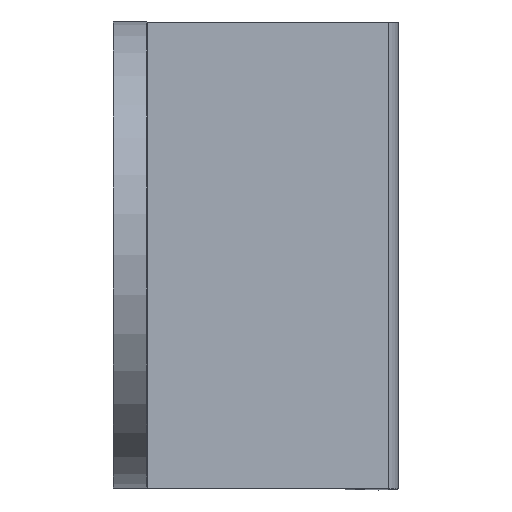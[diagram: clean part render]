
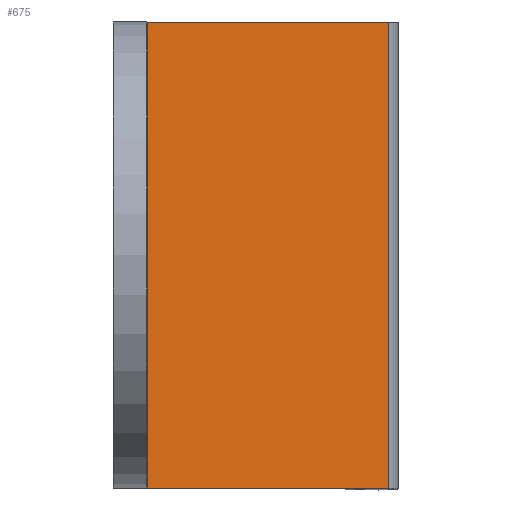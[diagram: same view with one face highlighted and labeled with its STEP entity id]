
A CAD part, top view. The second image highlights one B-rep face of the part: STEP entity #675.
In plain terms, the highlighted planar face has unit normal (0.719, 0, 0.695).
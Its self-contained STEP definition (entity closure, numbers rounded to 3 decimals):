
#45=PLANE('',#763);
#80=FACE_OUTER_BOUND('',#137,.T.);
#137=EDGE_LOOP('',(#569,#570,#571,#572));
#190=LINE('',#1140,#240);
#191=LINE('',#1143,#241);
#192=LINE('',#1145,#242);
#193=LINE('',#1146,#243);
#240=VECTOR('',#939,10.);
#241=VECTOR('',#942,10.);
#242=VECTOR('',#943,10.);
#243=VECTOR('',#944,10.);
#344=VERTEX_POINT('',#1133);
#347=VERTEX_POINT('',#1138);
#348=VERTEX_POINT('',#1142);
#349=VERTEX_POINT('',#1144);
#424=EDGE_CURVE('',#347,#344,#190,.T.);
#425=EDGE_CURVE('',#347,#348,#191,.T.);
#426=EDGE_CURVE('',#349,#348,#192,.T.);
#427=EDGE_CURVE('',#344,#349,#193,.T.);
#569=ORIENTED_EDGE('',*,*,#424,.F.);
#570=ORIENTED_EDGE('',*,*,#425,.T.);
#571=ORIENTED_EDGE('',*,*,#426,.F.);
#572=ORIENTED_EDGE('',*,*,#427,.F.);
#675=ADVANCED_FACE('',(#80),#45,.T.);
#763=AXIS2_PLACEMENT_3D('',#1141,#940,#941);
#939=DIRECTION('',(0.,1.,0.));
#940=DIRECTION('center_axis',(0.719,0.,0.695));
#941=DIRECTION('ref_axis',(0.695,0.,-0.719));
#942=DIRECTION('',(0.695,0.,-0.719));
#943=DIRECTION('',(0.,-1.,0.));
#944=DIRECTION('',(0.695,0.,-0.719));
#1133=CARTESIAN_POINT('',(2.528,35.,-21.519));
#1138=CARTESIAN_POINT('',(2.528,0.,-21.519));
#1140=CARTESIAN_POINT('',(2.528,0.,-21.519));
#1141=CARTESIAN_POINT('Origin',(1.798,0.,-20.763));
#1142=CARTESIAN_POINT('',(20.679,0.,-40.314));
#1143=CARTESIAN_POINT('',(1.798,0.,-20.763));
#1144=CARTESIAN_POINT('',(20.679,35.,-40.314));
#1145=CARTESIAN_POINT('',(20.679,0.,-40.314));
#1146=CARTESIAN_POINT('',(1.798,35.,-20.763));
